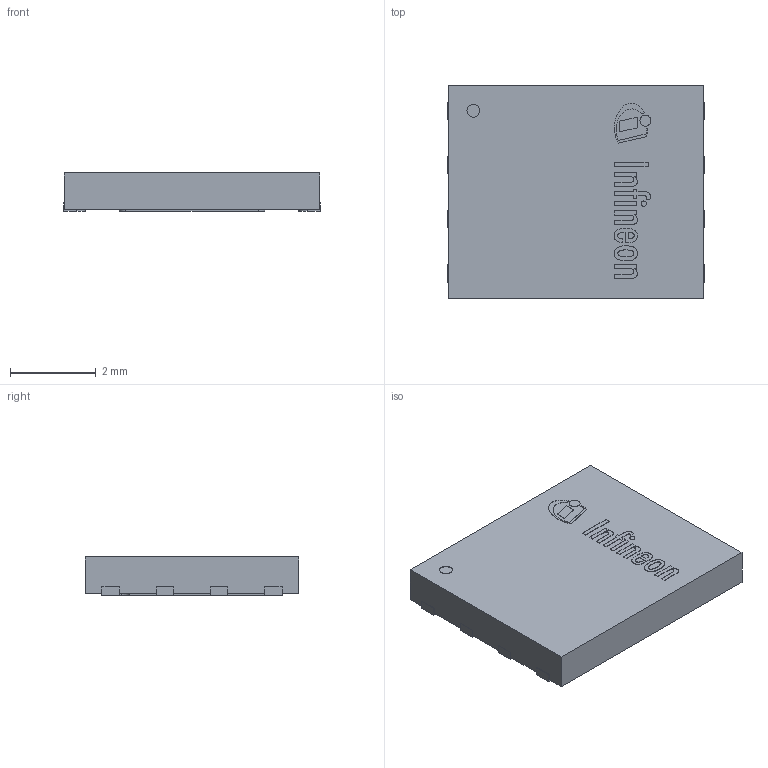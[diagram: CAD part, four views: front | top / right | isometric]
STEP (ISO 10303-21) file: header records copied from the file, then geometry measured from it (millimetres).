
FILE_DESCRIPTION (( 'STEP AP214' ), '1' );
FILE_NAME ('PCB1 5.STEP', '2024-01-30T12:46:32', ( '' ), ( '' ), 'SwSTEP 2.0', 'SolidWorks 2019', '' );
FILE_SCHEMA (( 'AUTOMOTIVE_DESIGN' ));
Length unit declared in the file: millimetre
Products named in the file (3): PG-VQFN-8-4; Designator113; PCB1 5
Assembly tree (2 placements, depth 3):
  PCB1 5
    Designator113
      PG-VQFN-8-4
Bounding box: 6 x 5 x 0.91 mm (x, y, z)
Volume: 26.2 mm3; surface area: 121.3 mm2
Topology: 23 solids, 23 shells, 333 faces, 857 edges, 572 vertices
Faces by surface type: plane 171, cylinder 162
Entity records: 14192 total; most frequent: DIRECTION 1859, CARTESIAN_POINT 1768, ORIENTED_EDGE 1714, EDGE_CURVE 857, AXIS2_PLACEMENT_3D 663, VERTEX_POINT 572, VECTOR 533, LINE 533
